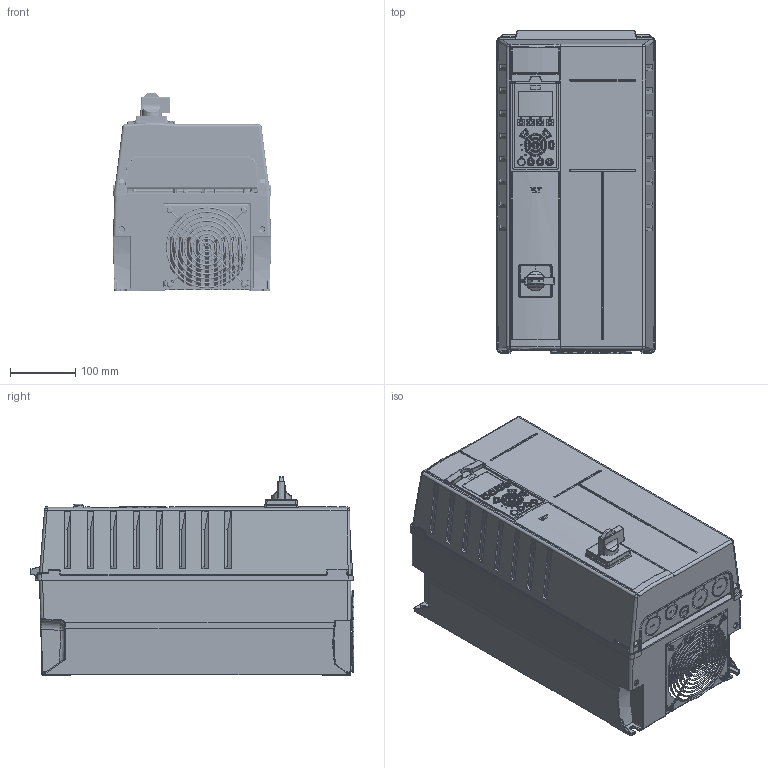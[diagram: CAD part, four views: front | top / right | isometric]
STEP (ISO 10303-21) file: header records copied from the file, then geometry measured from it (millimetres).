
FILE_DESCRIPTION((''),'2;1');
FILE_NAME('DANFOSS-FC100-B1-IP21-SWITCH-16_ASM','2019-09-05T',('U322080'),(''),'CREO PARAMETRIC BY PTC INC, 2018070','CREO PARAMETRIC BY PTC INC, 2018070','');
FILE_SCHEMA(('CONFIG_CONTROL_DESIGN'));
Products named in the file (24): DANFOSS-FC100-B1-IP21SWITCH_AF1; DANFOSS-FC100-B1-IP21SWITCH-1_2; DANFOSS-FC100-B1-IP21SWITCH-1_3; DANFOSS-FC100-B1-IP21SWITCH-1_4; DANFOSS-FC100-B1-IP21SWITCH-1_5; DANFOSS-FC100-B1-IP21SWITCH-1_6; DANFOSS-FC100-B1-IP21SWITCH-1_7; DANFOSS-FC100-B1-IP21SWITCH-1_8; DANFOSS-FC100-B1-IP21SWITCH-1_9; DANFOSS-FC100-B1-IP21SWITCH-_10; DANFOSS-FC100-B1-IP21SWITCH-_11; DANFOSS-FC100-B1-IP21SWITCH-_12; DANFOSS-FC100-B1-IP21SWITCH-_13; DANFOSS-FC100-B1-IP21SWITCH-_14; DANFOSS-FC100-B1-IP21SWITCH-_15; DANFOSS-FC100-B1-IP21SWITCH_AF2; DANFOSS-FC100-B1-IP21SWITCH_AF3; DANFOSS-FC100-B1-IP21SWITCH_AF4; DANFOSS-FC100-B1-IP21SWITCH_AF5; DANFOSS-FC100-B1-IP21SWITCH_AF6; DANFOSS-FC100-B1-IP21SWITCH_AF7; DANFOSS-FC100-B1-IP21SWITCH_AF8; DANFOSS-FC100-B1-IP21SWITCH_AF0_ASM; DANFOSS-FC100-B1-IP21-SWITCH-16_ASM
Assembly tree (23 placements, depth 3):
  DANFOSS-FC100-B1-IP21-SWITCH-16_ASM
    DANFOSS-FC100-B1-IP21SWITCH_AF0_ASM
      DANFOSS-FC100-B1-IP21SWITCH_AF1
      DANFOSS-FC100-B1-IP21SWITCH-1_2
      DANFOSS-FC100-B1-IP21SWITCH-1_3
      DANFOSS-FC100-B1-IP21SWITCH-1_4
      DANFOSS-FC100-B1-IP21SWITCH-1_5
      DANFOSS-FC100-B1-IP21SWITCH-1_6
      DANFOSS-FC100-B1-IP21SWITCH-1_7
      DANFOSS-FC100-B1-IP21SWITCH-1_8
      DANFOSS-FC100-B1-IP21SWITCH-1_9
      DANFOSS-FC100-B1-IP21SWITCH-_10
      DANFOSS-FC100-B1-IP21SWITCH-_11
      DANFOSS-FC100-B1-IP21SWITCH-_12
      DANFOSS-FC100-B1-IP21SWITCH-_13
      DANFOSS-FC100-B1-IP21SWITCH-_14
      DANFOSS-FC100-B1-IP21SWITCH-_15
      DANFOSS-FC100-B1-IP21SWITCH_AF2
      DANFOSS-FC100-B1-IP21SWITCH_AF3
      DANFOSS-FC100-B1-IP21SWITCH_AF4
      DANFOSS-FC100-B1-IP21SWITCH_AF5
      DANFOSS-FC100-B1-IP21SWITCH_AF6
      DANFOSS-FC100-B1-IP21SWITCH_AF7
      DANFOSS-FC100-B1-IP21SWITCH_AF8
Bounding box: 242.5 x 494.99 x 303.88 mm (x, y, z)
Surface area: 2098851.6 mm2 (no closed solid volume)
Topology: 0 solids, 51 shells, 4992 faces, 12932 edges, 8010 vertices
Faces by surface type: cylinder 1776, plane 1476, bspline 1175, torus 299, cone 124, extrusion 79, sphere 63
Entity records: 290036 total; most frequent: CARTESIAN_POINT 118682, ORIENTED_EDGE 25726, DIRECTION 18868, PRESENTATION_STYLE_ASSIGNMENT 15886, STYLED_ITEM 13046, CURVE_STYLE 12887, EDGE_CURVE 12863, VERTEX_POINT 8010
